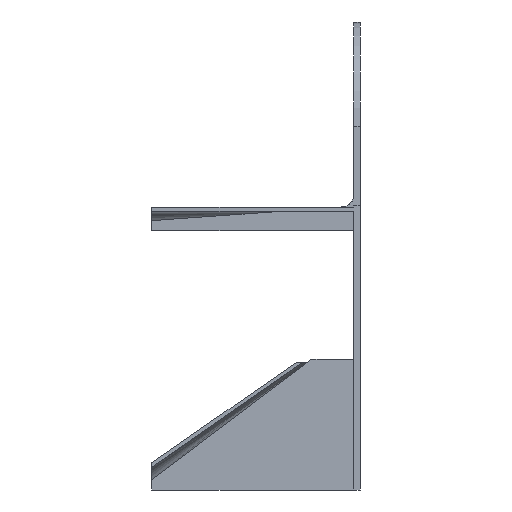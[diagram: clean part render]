
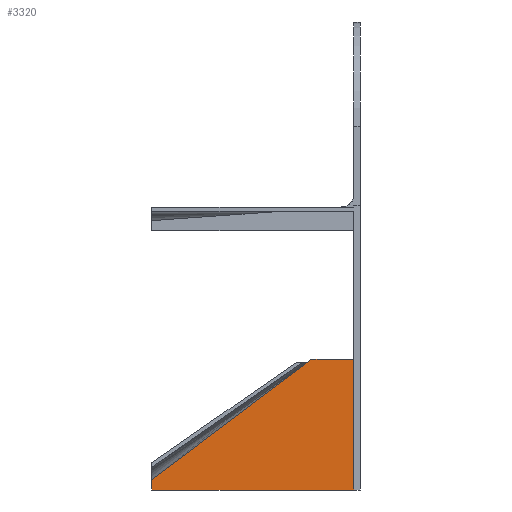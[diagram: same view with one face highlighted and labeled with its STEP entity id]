
A CAD part, left-side view. The second image highlights one B-rep face of the part: STEP entity #3320.
In plain terms, the highlighted planar face has unit normal (-1, 0, 0).
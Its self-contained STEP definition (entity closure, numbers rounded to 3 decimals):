
#280 = FACE_OUTER_BOUND ( 'NONE', #5743, .T. ) ;
#579 = VECTOR ( 'NONE', #16312, 1000. ) ;
#1774 = AXIS2_PLACEMENT_3D ( 'NONE', #17037, #18570, #1830 ) ;
#1830 = DIRECTION ( 'NONE',  ( 0., 0., -1. ) ) ;
#2376 = EDGE_CURVE ( 'NONE', #11510, #20788, #17055, .T. ) ;
#2415 = CARTESIAN_POINT ( 'NONE',  ( 0., 24.2, -31.068 ) ) ;
#3320 = ADVANCED_FACE ( 'NONE', ( #280 ), #20502, .F. ) ;
#4112 = CARTESIAN_POINT ( 'NONE',  ( 0., 24.2, -31.068 ) ) ;
#4629 = VECTOR ( 'NONE', #6018, 1000. ) ;
#4860 = CARTESIAN_POINT ( 'NONE',  ( 0., 24.2, -29.868 ) ) ;
#5743 = EDGE_LOOP ( 'NONE', ( #7093, #16772, #6672, #9604, #14277 ) ) ;
#5803 = CARTESIAN_POINT ( 'NONE',  ( 0., 0., 3. ) ) ;
#6018 = DIRECTION ( 'NONE',  ( 0., -0.799, 0.602 ) ) ;
#6672 = ORIENTED_EDGE ( 'NONE', *, *, #14133, .F. ) ;
#6747 = CARTESIAN_POINT ( 'NONE',  ( 0., 0., -31.068 ) ) ;
#7093 = ORIENTED_EDGE ( 'NONE', *, *, #2376, .F. ) ;
#7758 = CARTESIAN_POINT ( 'NONE',  ( 0., 24.2, -29.868 ) ) ;
#7839 = DIRECTION ( 'NONE',  ( 0., 0., -1. ) ) ;
#8283 = DIRECTION ( 'NONE',  ( 0., 0., 1. ) ) ;
#9001 = VERTEX_POINT ( 'NONE', #19981 ) ;
#9604 = ORIENTED_EDGE ( 'NONE', *, *, #13833, .F. ) ;
#9635 = EDGE_CURVE ( 'NONE', #20788, #14126, #14243, .T. ) ;
#10850 = EDGE_CURVE ( 'NONE', #9001, #11510, #12353, .T. ) ;
#11510 = VERTEX_POINT ( 'NONE', #17928 ) ;
#12057 = CARTESIAN_POINT ( 'NONE',  ( 0., 24.2, -29.868 ) ) ;
#12232 = LINE ( 'NONE', #4860, #17204 ) ;
#12353 = LINE ( 'NONE', #14761, #579 ) ;
#13833 = EDGE_CURVE ( 'NONE', #14126, #17542, #12232, .T. ) ;
#14035 = DIRECTION ( 'NONE',  ( 0., 1., 0. ) ) ;
#14126 = VERTEX_POINT ( 'NONE', #4112 ) ;
#14133 = EDGE_CURVE ( 'NONE', #17542, #9001, #15895, .T. ) ;
#14243 = LINE ( 'NONE', #2415, #18690 ) ;
#14277 = ORIENTED_EDGE ( 'NONE', *, *, #9635, .F. ) ;
#14761 = CARTESIAN_POINT ( 'NONE',  ( 0., 5., -15.4 ) ) ;
#15895 = LINE ( 'NONE', #7758, #4629 ) ;
#16312 = DIRECTION ( 'NONE',  ( 0., -1., 0. ) ) ;
#16772 = ORIENTED_EDGE ( 'NONE', *, *, #10850, .F. ) ;
#17037 = CARTESIAN_POINT ( 'NONE',  ( 0., 0., 0. ) ) ;
#17055 = LINE ( 'NONE', #5803, #19374 ) ;
#17204 = VECTOR ( 'NONE', #8283, 1000. ) ;
#17542 = VERTEX_POINT ( 'NONE', #12057 ) ;
#17928 = CARTESIAN_POINT ( 'NONE',  ( 0., 0., -15.4 ) ) ;
#18570 = DIRECTION ( 'NONE',  ( 1., 0., 0. ) ) ;
#18690 = VECTOR ( 'NONE', #14035, 1000. ) ;
#19374 = VECTOR ( 'NONE', #7839, 1000. ) ;
#19981 = CARTESIAN_POINT ( 'NONE',  ( 0., 5., -15.4 ) ) ;
#20502 = PLANE ( 'NONE',  #1774 ) ;
#20788 = VERTEX_POINT ( 'NONE', #6747 ) ;
